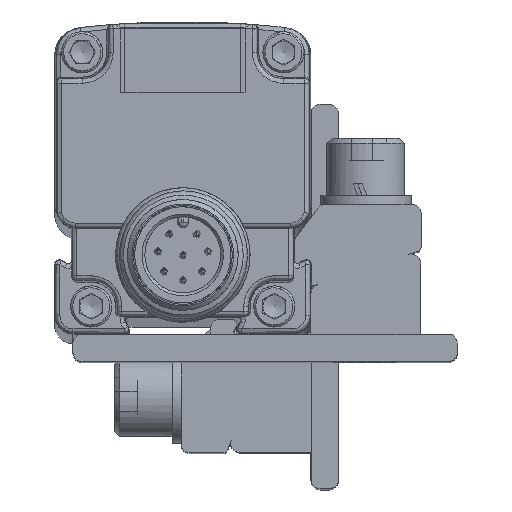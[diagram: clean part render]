
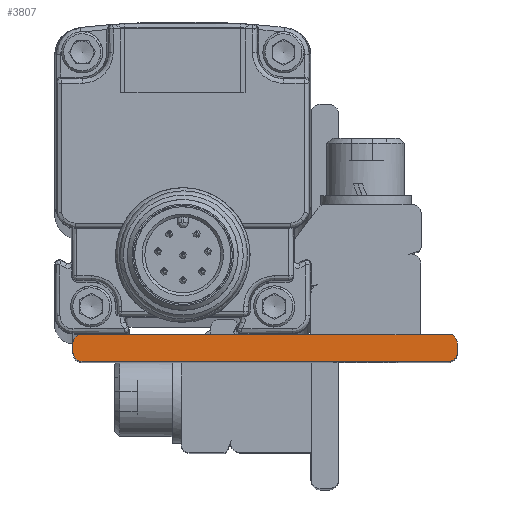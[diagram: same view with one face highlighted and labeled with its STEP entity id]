
A CAD part, top view. The second image highlights one B-rep face of the part: STEP entity #3807.
In plain terms, the highlighted planar face has unit normal (0, 0, 1).
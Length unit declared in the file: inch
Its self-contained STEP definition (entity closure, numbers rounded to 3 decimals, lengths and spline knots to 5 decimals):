
#791 = DIRECTION ( 'NONE',  ( -1., 0., 0. ) ) ;
#1440 = DIRECTION ( 'NONE',  ( 0., 0., -1. ) ) ;
#1695 = VECTOR ( 'NONE', #13739, 39.37008 ) ;
#2917 = CARTESIAN_POINT ( 'NONE',  ( 0.55118, -0.11811, 7.87402 ) ) ;
#3325 = VERTEX_POINT ( 'NONE', #18035 ) ;
#3807 = ADVANCED_FACE ( 'NONE', ( #24714 ), #7847, .T. ) ;
#4281 = CARTESIAN_POINT ( 'NONE',  ( 1.15889, -0.00394, 7.87402 ) ) ;
#4730 = DIRECTION ( 'NONE',  ( -1., 0., 0. ) ) ;
#4860 = CIRCLE ( 'NONE', #12217, 0.03937 ) ;
#5109 = ORIENTED_EDGE ( 'NONE', *, *, #5901, .T. ) ;
#5314 = EDGE_CURVE ( 'NONE', #24305, #30707, #29676, .T. ) ;
#5901 = EDGE_CURVE ( 'NONE', #24305, #28304, #15179, .T. ) ;
#7533 = AXIS2_PLACEMENT_3D ( 'NONE', #13521, #24374, #27378 ) ;
#7838 = LINE ( 'NONE', #18677, #21340 ) ;
#7847 = PLANE ( 'NONE',  #7533 ) ;
#8129 = AXIS2_PLACEMENT_3D ( 'NONE', #17625, #1440, #12283 ) ;
#8153 = VECTOR ( 'NONE', #9164, 39.37008 ) ;
#8804 = CARTESIAN_POINT ( 'NONE',  ( -0.43307, -0.03937, 7.87402 ) ) ;
#8981 = DIRECTION ( 'NONE',  ( 0., 0., -1. ) ) ;
#9082 = AXIS2_PLACEMENT_3D ( 'NONE', #8804, #8981, #791 ) ;
#9099 = EDGE_CURVE ( 'NONE', #22233, #20249, #20245, .T. ) ;
#9164 = DIRECTION ( 'NONE',  ( -1., 0., 0. ) ) ;
#9513 = DIRECTION ( 'NONE',  ( 0., 1., 0. ) ) ;
#11815 = CARTESIAN_POINT ( 'NONE',  ( -0.47244, -0.03937, 7.87402 ) ) ;
#12003 = CARTESIAN_POINT ( 'NONE',  ( 1.1811, 0., 7.87402 ) ) ;
#12217 = AXIS2_PLACEMENT_3D ( 'NONE', #14267, #19775, #25115 ) ;
#12283 = DIRECTION ( 'NONE',  ( -1., 0., 0. ) ) ;
#12564 = CARTESIAN_POINT ( 'NONE',  ( -0.43307, -0.11811, 7.87402 ) ) ;
#13127 = EDGE_CURVE ( 'NONE', #13169, #28304, #14753, .T. ) ;
#13169 = VERTEX_POINT ( 'NONE', #11815 ) ;
#13286 = EDGE_CURVE ( 'NONE', #22233, #3325, #27258, .T. ) ;
#13521 = CARTESIAN_POINT ( 'NONE',  ( 0.11811, 0., 7.87402 ) ) ;
#13739 = DIRECTION ( 'NONE',  ( 1., 0., 0. ) ) ;
#14020 = CARTESIAN_POINT ( 'NONE',  ( 1.1811, -0.07874, 7.87402 ) ) ;
#14267 = CARTESIAN_POINT ( 'NONE',  ( 1.14173, -0.07874, 7.87402 ) ) ;
#14408 = EDGE_CURVE ( 'NONE', #20925, #3325, #4860, .T. ) ;
#14481 = CARTESIAN_POINT ( 'NONE',  ( 0.11811, -0.00394, 7.87402 ) ) ;
#14753 = CIRCLE ( 'NONE', #9082, 0.03937 ) ;
#15006 = LINE ( 'NONE', #12003, #24416 ) ;
#15179 = LINE ( 'NONE', #14481, #8153 ) ;
#15364 = EDGE_CURVE ( 'NONE', #13169, #20249, #7838, .T. ) ;
#16924 = ORIENTED_EDGE ( 'NONE', *, *, #15364, .T. ) ;
#17166 = ORIENTED_EDGE ( 'NONE', *, *, #13286, .T. ) ;
#17625 = CARTESIAN_POINT ( 'NONE',  ( 1.14173, -0.03937, 7.87402 ) ) ;
#18035 = CARTESIAN_POINT ( 'NONE',  ( 1.14173, -0.11811, 7.87402 ) ) ;
#18240 = CARTESIAN_POINT ( 'NONE',  ( -0.43307, -0.07874, 7.87402 ) ) ;
#18677 = CARTESIAN_POINT ( 'NONE',  ( -0.47244, 0., 7.87402 ) ) ;
#19775 = DIRECTION ( 'NONE',  ( 0., 0., -1. ) ) ;
#20149 = CARTESIAN_POINT ( 'NONE',  ( -0.47244, -0.07874, 7.87402 ) ) ;
#20245 = CIRCLE ( 'NONE', #34435, 0.03937 ) ;
#20249 = VERTEX_POINT ( 'NONE', #20149 ) ;
#20925 = VERTEX_POINT ( 'NONE', #14020 ) ;
#21340 = VECTOR ( 'NONE', #24185, 39.37008 ) ;
#22233 = VERTEX_POINT ( 'NONE', #12564 ) ;
#24185 = DIRECTION ( 'NONE',  ( 0., -1., 0. ) ) ;
#24305 = VERTEX_POINT ( 'NONE', #4281 ) ;
#24374 = DIRECTION ( 'NONE',  ( 0., 0., 1. ) ) ;
#24416 = VECTOR ( 'NONE', #9513, 39.37008 ) ;
#24714 = FACE_OUTER_BOUND ( 'NONE', #25568, .T. ) ;
#25115 = DIRECTION ( 'NONE',  ( -1., 0., 0. ) ) ;
#25568 = EDGE_LOOP ( 'NONE', ( #25905, #27848, #33554, #5109, #31593, #16924, #31544, #17166 ) ) ;
#25905 = ORIENTED_EDGE ( 'NONE', *, *, #14408, .F. ) ;
#27258 = LINE ( 'NONE', #2917, #1695 ) ;
#27378 = DIRECTION ( 'NONE',  ( 1., 0., 0. ) ) ;
#27848 = ORIENTED_EDGE ( 'NONE', *, *, #34930, .T. ) ;
#28304 = VERTEX_POINT ( 'NONE', #33503 ) ;
#29054 = DIRECTION ( 'NONE',  ( 0., 0., -1. ) ) ;
#29182 = CARTESIAN_POINT ( 'NONE',  ( 1.1811, -0.03937, 7.87402 ) ) ;
#29676 = CIRCLE ( 'NONE', #8129, 0.03937 ) ;
#30707 = VERTEX_POINT ( 'NONE', #29182 ) ;
#31544 = ORIENTED_EDGE ( 'NONE', *, *, #9099, .F. ) ;
#31593 = ORIENTED_EDGE ( 'NONE', *, *, #13127, .F. ) ;
#33503 = CARTESIAN_POINT ( 'NONE',  ( -0.45023, -0.00394, 7.87402 ) ) ;
#33554 = ORIENTED_EDGE ( 'NONE', *, *, #5314, .F. ) ;
#34435 = AXIS2_PLACEMENT_3D ( 'NONE', #18240, #29054, #4730 ) ;
#34930 = EDGE_CURVE ( 'NONE', #20925, #30707, #15006, .T. ) ;
